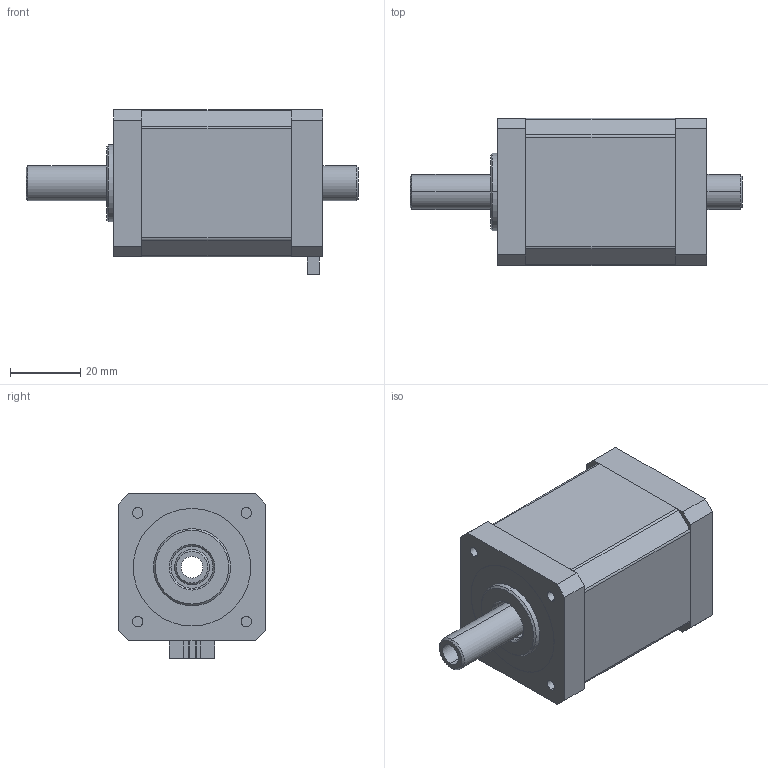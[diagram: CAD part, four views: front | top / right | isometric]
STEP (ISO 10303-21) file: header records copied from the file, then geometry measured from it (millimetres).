
FILE_DESCRIPTION (( 'STEP AP214' ), '1' );
FILE_NAME ('42HS6022B4KCE.STEP', '2023-02-20T02:04:30', ( 'Windows 蚚誧' ), ( 'Organization' ), 'SwSTEP 2.0', 'SolidWorks 2021', '' );
FILE_SCHEMA (( 'AUTOMOTIVE_DESIGN' ));
Length unit declared in the file: millimetre
Products named in the file (1): 42HS6022B4KCE
Bounding box: 94.7 x 42 x 47 mm (x, y, z)
Volume: 102859.8 mm3; surface area: 24462.6 mm2
Topology: 5 solids, 5 shells, 230 faces, 572 edges, 376 vertices
Faces by surface type: plane 158, cylinder 56, cone 8, torus 8
Entity records: 7361 total; most frequent: CARTESIAN_POINT 1475, ORIENTED_EDGE 1144, DIRECTION 1122, EDGE_CURVE 572, VERTEX_POINT 376, AXIS2_PLACEMENT_3D 375, LINE 372, VECTOR 372
